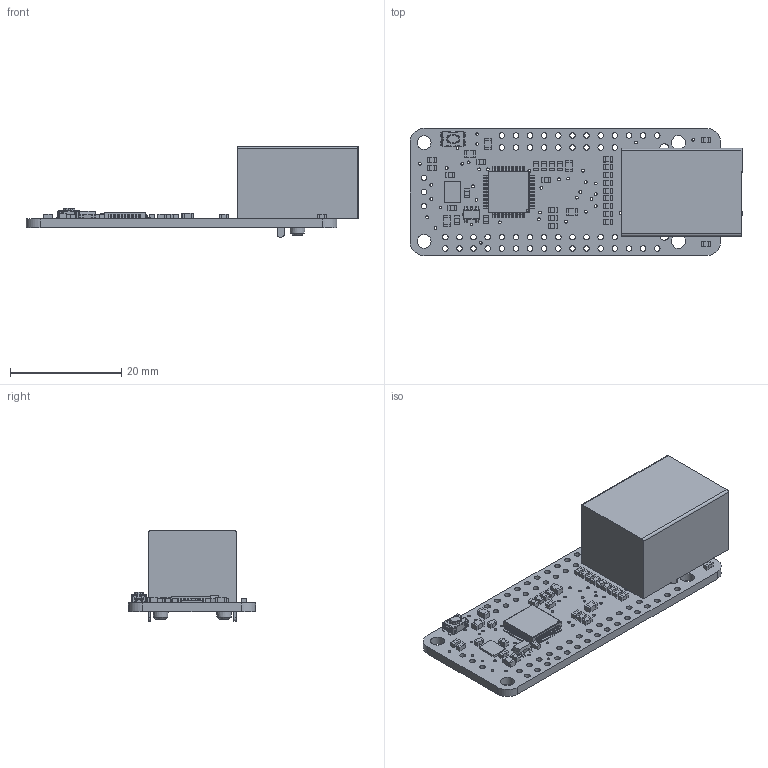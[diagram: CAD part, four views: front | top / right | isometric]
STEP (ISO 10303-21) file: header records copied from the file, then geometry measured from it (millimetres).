
FILE_DESCRIPTION(/* description */ (''),/* implementation_level */ '2;1');
FILE_NAME(/* name */ 'Adafruit Ethernet FeatherWing.step',/* time_stamp */ '2020-03-19T16:39:21-04:00',/* author */ (''),/* organization */ (''),/* preprocessor_version */ 'ST-DEVELOPER v18',/* originating_system */ 'Autodesk Translation Framework v8.12.0.6',/* authorisation */ '');
FILE_SCHEMA (('AUTOMOTIVE_DESIGN { 1 0 10303 214 3 1 1 }'));
Length unit declared in the file: millimetre
Products named in the file (10): Adafruit Ethernet FeatherWing; PCB Component; Board; W5500; RB1-125BAG1A; 25MHz; 10K; ferrite; 74AHC1G125; KMR2
Assembly tree (39 placements, depth 3):
  Adafruit Ethernet FeatherWing
    PCB Component
      Board
      W5500
      RB1-125BAG1A
      25MHz
      10K  x27
      ferrite  x5
      74AHC1G125
      KMR2
Bounding box: 59.69 x 22.86 x 16.35 mm (x, y, z)
Volume: 4689.4 mm3; surface area: 6225.2 mm2
Topology: 40 solids, 40 shells, 1625 faces, 4418 edges, 2919 vertices
Faces by surface type: plane 1170, cylinder 421, bspline 18, cone 10, torus 6
Full cylindrical faces by diameter (mm): 0.3 x1, 0.5 x49, 0.9 x8, 1 x57, 1.6 x2, 2.5 x2, 2.54 x2, 3.2 x2
Entity records: 41802 total; most frequent: CARTESIAN_POINT 8285, ORIENTED_EDGE 6672, DIRECTION 6607, EDGE_CURVE 3336, LINE 2441, VECTOR 2441, VERTEX_POINT 2199, AXIS2_PLACEMENT_3D 2083
